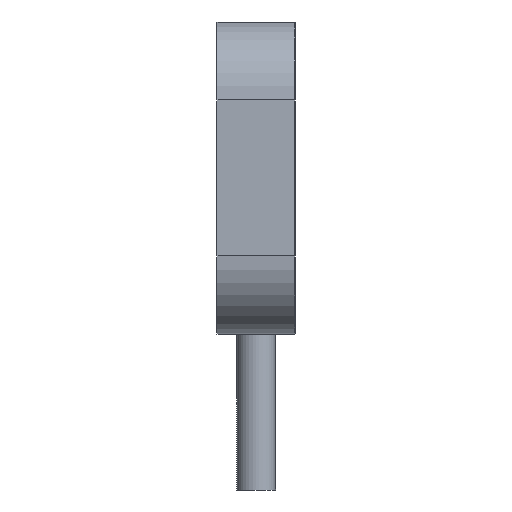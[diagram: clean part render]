
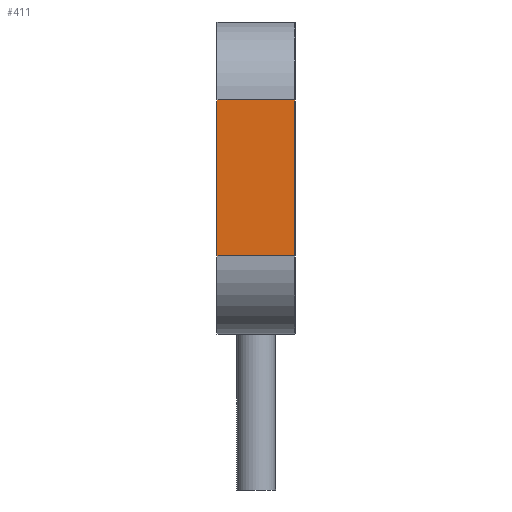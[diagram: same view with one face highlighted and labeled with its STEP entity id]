
A CAD part, left-side view. The second image highlights one B-rep face of the part: STEP entity #411.
In plain terms, the highlighted planar face has unit normal (-1, 0, 0).
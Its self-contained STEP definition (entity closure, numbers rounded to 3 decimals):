
#70=FACE_OUTER_BOUND('',#94,.T.);
#94=EDGE_LOOP('',(#342,#343,#344,#345));
#125=LINE('',#684,#159);
#130=LINE('',#700,#164);
#131=LINE('',#704,#165);
#132=LINE('',#705,#166);
#159=VECTOR('',#556,10.);
#164=VECTOR('',#573,10.);
#165=VECTOR('',#578,10.);
#166=VECTOR('',#579,10.);
#196=VERTEX_POINT('',#681);
#197=VERTEX_POINT('',#683);
#202=VERTEX_POINT('',#699);
#203=VERTEX_POINT('',#703);
#247=EDGE_CURVE('',#196,#197,#125,.T.);
#255=EDGE_CURVE('',#197,#202,#130,.T.);
#257=EDGE_CURVE('',#203,#196,#131,.T.);
#258=EDGE_CURVE('',#202,#203,#132,.T.);
#342=ORIENTED_EDGE('',*,*,#255,.F.);
#343=ORIENTED_EDGE('',*,*,#247,.F.);
#344=ORIENTED_EDGE('',*,*,#257,.F.);
#345=ORIENTED_EDGE('',*,*,#258,.F.);
#392=PLANE('',#465);
#411=ADVANCED_FACE('',(#70),#392,.T.);
#465=AXIS2_PLACEMENT_3D('',#702,#576,#577);
#556=DIRECTION('',(0.,0.,1.));
#573=DIRECTION('',(0.,-1.,0.));
#576=DIRECTION('center_axis',(-1.,0.,0.));
#577=DIRECTION('ref_axis',(0.,0.,1.));
#578=DIRECTION('',(0.,1.,0.));
#579=DIRECTION('',(0.,0.,-1.));
#681=CARTESIAN_POINT('',(-100.,2.5,15.));
#683=CARTESIAN_POINT('',(-100.,2.5,25.));
#684=CARTESIAN_POINT('',(-100.,2.5,120.));
#699=CARTESIAN_POINT('',(-100.,-2.5,25.));
#700=CARTESIAN_POINT('',(-100.,-2.5,25.));
#702=CARTESIAN_POINT('Origin',(-100.,-2.5,-80.));
#703=CARTESIAN_POINT('',(-100.,-2.5,15.));
#704=CARTESIAN_POINT('',(-100.,-2.5,15.));
#705=CARTESIAN_POINT('',(-100.,-2.5,120.));
